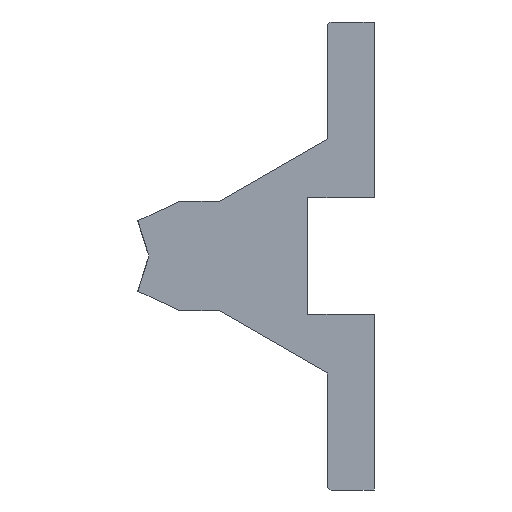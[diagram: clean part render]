
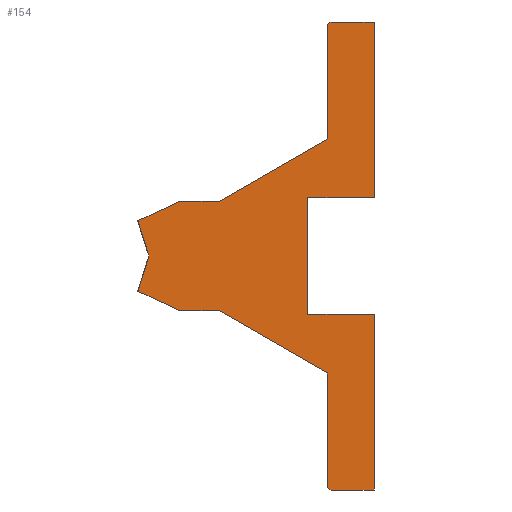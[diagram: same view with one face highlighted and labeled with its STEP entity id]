
A CAD part, left-side view. The second image highlights one B-rep face of the part: STEP entity #154.
In plain terms, the highlighted planar face has unit normal (-1, 0, 0).
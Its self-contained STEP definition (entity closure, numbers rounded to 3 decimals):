
#154 = ADVANCED_FACE( '', ( #344 ), #345, .F. );
#344 = FACE_OUTER_BOUND( '', #529, .T. );
#345 = PLANE( '', #530 );
#529 = EDGE_LOOP( '', ( #916, #917, #918, #919, #920, #921, #922, #923, #924, #925, #926, #927, #928, #929, #930, #931, #932, #933, #934 ) );
#530 = AXIS2_PLACEMENT_3D( '', #935, #936, #937 );
#916 = ORIENTED_EDGE( '', *, *, #1105, .F. );
#917 = ORIENTED_EDGE( '', *, *, #1119, .F. );
#918 = ORIENTED_EDGE( '', *, *, #993, .F. );
#919 = ORIENTED_EDGE( '', *, *, #1095, .F. );
#920 = ORIENTED_EDGE( '', *, *, #986, .F. );
#921 = ORIENTED_EDGE( '', *, *, #1116, .F. );
#922 = ORIENTED_EDGE( '', *, *, #1054, .F. );
#923 = ORIENTED_EDGE( '', *, *, #1047, .F. );
#924 = ORIENTED_EDGE( '', *, *, #1072, .F. );
#925 = ORIENTED_EDGE( '', *, *, #1011, .F. );
#926 = ORIENTED_EDGE( '', *, *, #1029, .F. );
#927 = ORIENTED_EDGE( '', *, *, #971, .F. );
#928 = ORIENTED_EDGE( '', *, *, #1057, .F. );
#929 = ORIENTED_EDGE( '', *, *, #1024, .F. );
#930 = ORIENTED_EDGE( '', *, *, #1034, .F. );
#931 = ORIENTED_EDGE( '', *, *, #1109, .F. );
#932 = ORIENTED_EDGE( '', *, *, #1061, .F. );
#933 = ORIENTED_EDGE( '', *, *, #978, .F. );
#934 = ORIENTED_EDGE( '', *, *, #1084, .F. );
#935 = CARTESIAN_POINT( '', ( 0., 5.5, -29.5 ) );
#936 = DIRECTION( '', ( 1., 0., 0. ) );
#937 = DIRECTION( '', ( 0., 0., -1. ) );
#971 = EDGE_CURVE( '', #1142, #1143, #1144, .T. );
#978 = EDGE_CURVE( '', #1155, #1156, #1157, .T. );
#986 = EDGE_CURVE( '', #1169, #1170, #1171, .T. );
#993 = EDGE_CURVE( '', #1182, #1183, #1184, .T. );
#1011 = EDGE_CURVE( '', #1214, #1215, #1216, .T. );
#1024 = EDGE_CURVE( '', #1236, #1237, #1238, .T. );
#1029 = EDGE_CURVE( '', #1143, #1214, #1245, .T. );
#1034 = EDGE_CURVE( '', #1252, #1236, #1253, .T. );
#1047 = EDGE_CURVE( '', #1271, #1273, #1274, .T. );
#1054 = EDGE_CURVE( '', #1273, #1282, #1283, .T. );
#1057 = EDGE_CURVE( '', #1237, #1142, #1286, .T. );
#1061 = EDGE_CURVE( '', #1156, #1291, #1292, .T. );
#1072 = EDGE_CURVE( '', #1215, #1271, #1308, .T. );
#1084 = EDGE_CURVE( '', #1325, #1155, #1326, .T. );
#1095 = EDGE_CURVE( '', #1170, #1182, #1339, .T. );
#1105 = EDGE_CURVE( '', #1349, #1325, #1350, .T. );
#1109 = EDGE_CURVE( '', #1291, #1252, #1355, .T. );
#1116 = EDGE_CURVE( '', #1282, #1169, #1362, .T. );
#1119 = EDGE_CURVE( '', #1183, #1349, #1365, .T. );
#1142 = VERTEX_POINT( '', #1390 );
#1143 = VERTEX_POINT( '', #1391 );
#1144 = LINE( '', #1392, #1393 );
#1155 = VERTEX_POINT( '', #1407 );
#1156 = VERTEX_POINT( '', #1408 );
#1157 = LINE( '', #1409, #1410 );
#1169 = VERTEX_POINT( '', #1425 );
#1170 = VERTEX_POINT( '', #1426 );
#1171 = LINE( '', #1427, #1428 );
#1182 = VERTEX_POINT( '', #1442 );
#1183 = VERTEX_POINT( '', #1443 );
#1184 = LINE( '', #1444, #1445 );
#1214 = VERTEX_POINT( '', #1478 );
#1215 = VERTEX_POINT( '', #1479 );
#1216 = LINE( '', #1480, #1481 );
#1236 = VERTEX_POINT( '', #1507 );
#1237 = VERTEX_POINT( '', #1508 );
#1238 = LINE( '', #1509, #1510 );
#1245 = LINE( '', #1520, #1521 );
#1252 = VERTEX_POINT( '', #1529 );
#1253 = LINE( '', #1530, #1531 );
#1271 = VERTEX_POINT( '', #1551 );
#1273 = VERTEX_POINT( '', #1554 );
#1274 = LINE( '', #1555, #1556 );
#1282 = VERTEX_POINT( '', #1567 );
#1283 = LINE( '', #1568, #1569 );
#1286 = CIRCLE( '', #1573, 0.5 );
#1291 = VERTEX_POINT( '', #1578 );
#1292 = LINE( '', #1579, #1580 );
#1308 = LINE( '', #1600, #1601 );
#1325 = VERTEX_POINT( '', #1624 );
#1326 = LINE( '', #1625, #1626 );
#1339 = LINE( '', #1643, #1644 );
#1349 = VERTEX_POINT( '', #1655 );
#1350 = LINE( '', #1656, #1657 );
#1355 = LINE( '', #1664, #1665 );
#1362 = LINE( '', #1674, #1675 );
#1365 = CIRCLE( '', #1679, 0.5 );
#1390 = CARTESIAN_POINT( '', ( 0., 6., -29.5 ) );
#1391 = CARTESIAN_POINT( '', ( 0., 6., -15. ) );
#1392 = CARTESIAN_POINT( '', ( 0., 6., -29.5 ) );
#1393 = VECTOR( '', #1703, 1000. );
#1407 = CARTESIAN_POINT( '', ( 0., 0., 7.5 ) );
#1408 = CARTESIAN_POINT( '', ( 0., 8.5, 7.5 ) );
#1409 = CARTESIAN_POINT( '', ( 0., 0., 7.5 ) );
#1410 = VECTOR( '', #1713, 1000. );
#1425 = CARTESIAN_POINT( '', ( 0., 24.951, 7. ) );
#1426 = CARTESIAN_POINT( '', ( 0., 19.856, 7. ) );
#1427 = CARTESIAN_POINT( '', ( 0., 24.951, 7. ) );
#1428 = VECTOR( '', #1723, 1000. );
#1442 = CARTESIAN_POINT( '', ( 0., 6., 15. ) );
#1443 = CARTESIAN_POINT( '', ( 0., 6., 29.5 ) );
#1444 = CARTESIAN_POINT( '', ( 0., 6., 15. ) );
#1445 = VECTOR( '', #1733, 1000. );
#1478 = CARTESIAN_POINT( '', ( 0., 19.856, -7. ) );
#1479 = CARTESIAN_POINT( '', ( 0., 24.951, -7. ) );
#1480 = CARTESIAN_POINT( '', ( 0., 19.856, -7. ) );
#1481 = VECTOR( '', #1770, 1000. );
#1507 = CARTESIAN_POINT( '', ( 0., 0., -30. ) );
#1508 = CARTESIAN_POINT( '', ( 0., 5.5, -30. ) );
#1509 = CARTESIAN_POINT( '', ( 0., 0., -30. ) );
#1510 = VECTOR( '', #1786, 1000. );
#1520 = CARTESIAN_POINT( '', ( 0., 6., -15. ) );
#1521 = VECTOR( '', #1790, 1000. );
#1529 = CARTESIAN_POINT( '', ( 0., 0., -7.5 ) );
#1530 = CARTESIAN_POINT( '', ( 0., 0., -7.5 ) );
#1531 = VECTOR( '', #1798, 1000. );
#1551 = CARTESIAN_POINT( '', ( 0., 30.312, -4.5 ) );
#1554 = CARTESIAN_POINT( '', ( 0., 28.893, 0. ) );
#1555 = CARTESIAN_POINT( '', ( 0., 30.312, -4.5 ) );
#1556 = VECTOR( '', #1820, 1000. );
#1567 = CARTESIAN_POINT( '', ( 0., 30.312, 4.5 ) );
#1568 = CARTESIAN_POINT( '', ( 0., 28.893, 0. ) );
#1569 = VECTOR( '', #1827, 1000. );
#1573 = AXIS2_PLACEMENT_3D( '', #1829, #1830, #1831 );
#1578 = CARTESIAN_POINT( '', ( 0., 8.5, -7.5 ) );
#1579 = CARTESIAN_POINT( '', ( 0., 8.5, 7.5 ) );
#1580 = VECTOR( '', #1838, 1000. );
#1600 = CARTESIAN_POINT( '', ( 0., 24.951, -7. ) );
#1601 = VECTOR( '', #1852, 1000. );
#1624 = CARTESIAN_POINT( '', ( 0., 0., 30. ) );
#1625 = CARTESIAN_POINT( '', ( 0., 0., 30. ) );
#1626 = VECTOR( '', #1865, 1000. );
#1643 = CARTESIAN_POINT( '', ( 0., 19.856, 7. ) );
#1644 = VECTOR( '', #1873, 1000. );
#1655 = CARTESIAN_POINT( '', ( 0., 5.5, 30. ) );
#1656 = CARTESIAN_POINT( '', ( 0., 5.5, 30. ) );
#1657 = VECTOR( '', #1884, 1000. );
#1664 = CARTESIAN_POINT( '', ( 0., 8.5, -7.5 ) );
#1665 = VECTOR( '', #1887, 1000. );
#1674 = CARTESIAN_POINT( '', ( 0., 30.312, 4.5 ) );
#1675 = VECTOR( '', #1893, 1000. );
#1679 = AXIS2_PLACEMENT_3D( '', #1895, #1896, #1897 );
#1703 = DIRECTION( '', ( 0., 0., 1. ) );
#1713 = DIRECTION( '', ( 0., 1., 0. ) );
#1723 = DIRECTION( '', ( 0., -1., 0. ) );
#1733 = DIRECTION( '', ( 0., 0., 1. ) );
#1770 = DIRECTION( '', ( 0., 1., 0. ) );
#1786 = DIRECTION( '', ( 0., 1., 0. ) );
#1790 = DIRECTION( '', ( 0., 0.866, 0.5 ) );
#1798 = DIRECTION( '', ( 0., 0., -1. ) );
#1820 = DIRECTION( '', ( 0., -0.301, 0.954 ) );
#1827 = DIRECTION( '', ( 0., 0.301, 0.954 ) );
#1829 = CARTESIAN_POINT( '', ( 0., 5.5, -29.5 ) );
#1830 = DIRECTION( '', ( 1., 0., 0. ) );
#1831 = DIRECTION( '', ( 0., 0., -1. ) );
#1838 = DIRECTION( '', ( 0., 0., -1. ) );
#1852 = DIRECTION( '', ( 0., 0.906, 0.423 ) );
#1865 = DIRECTION( '', ( 0., 0., -1. ) );
#1873 = DIRECTION( '', ( 0., -0.866, 0.5 ) );
#1884 = DIRECTION( '', ( 0., -1., 0. ) );
#1887 = DIRECTION( '', ( 0., -1., 0. ) );
#1893 = DIRECTION( '', ( 0., -0.906, 0.423 ) );
#1895 = CARTESIAN_POINT( '', ( 0., 5.5, 29.5 ) );
#1896 = DIRECTION( '', ( 1., 0., 0. ) );
#1897 = DIRECTION( '', ( 0., 0., -1. ) );
